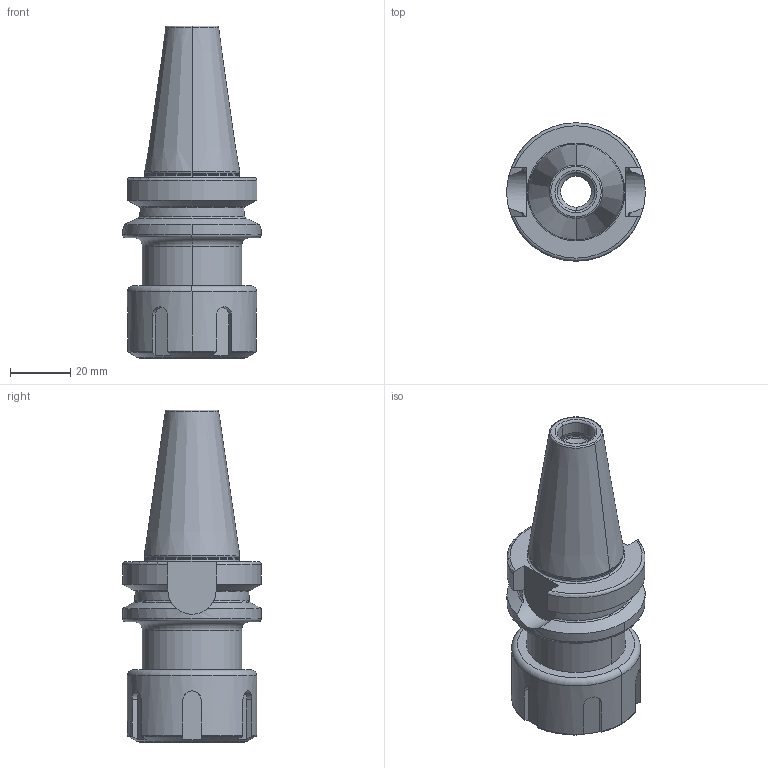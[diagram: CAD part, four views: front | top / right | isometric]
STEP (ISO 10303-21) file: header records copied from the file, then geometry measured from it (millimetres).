
FILE_DESCRIPTION((''),'2;1');
FILE_NAME('305_01_16','2020-12-02T',('101107'),(''),'CREO PARAMETRIC BY PTC INC, 2016260','CREO PARAMETRIC BY PTC INC, 2016260','');
FILE_SCHEMA(('CONFIG_CONTROL_DESIGN'));
Length unit declared in the file: millimetre
Products named in the file (1): 305_01_16
Bounding box: 46 x 46 x 110.4 mm (x, y, z)
Volume: 69634 mm3; surface area: 24290.2 mm2
Topology: 1 solids, 1 shells, 169 faces, 409 edges, 254 vertices
Faces by surface type: cylinder 48, torus 48, plane 45, cone 28
Entity records: 5341 total; most frequent: CARTESIAN_POINT 1319, DIRECTION 879, ORIENTED_EDGE 818, EDGE_CURVE 409, AXIS2_PLACEMENT_3D 376, VERTEX_POINT 254, CIRCLE 204, EDGE_LOOP 183
